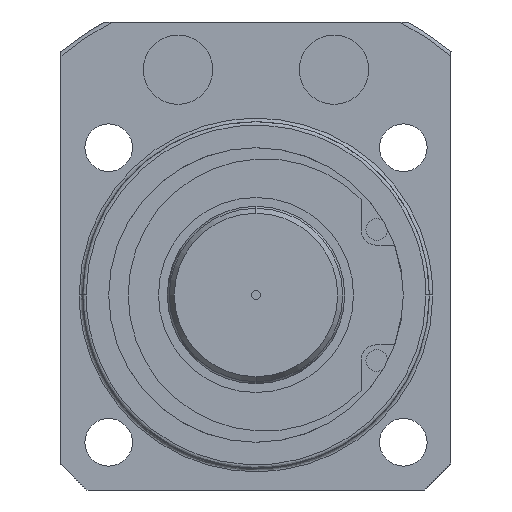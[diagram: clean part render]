
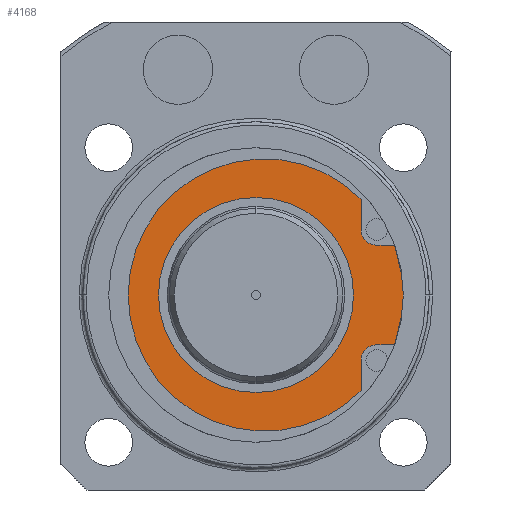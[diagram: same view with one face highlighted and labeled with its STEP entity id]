
A CAD part, front view. The second image highlights one B-rep face of the part: STEP entity #4168.
In plain terms, the highlighted planar face has unit normal (0, -1, 0).
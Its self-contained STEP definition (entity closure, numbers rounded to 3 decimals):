
#12 = EDGE_CURVE ( 'NONE', #10113, #10145, #549, .T. ) ;
#13 = EDGE_CURVE ( 'NONE', #10115, #10138, #552, .T. ) ;
#145 = FACE_BOUND ( 'NONE', #13580, .T. ) ;
#151 = FACE_OUTER_BOUND ( 'NONE', #13220, .T. ) ;
#549 = CIRCLE ( 'NONE', #12992, 11.25 ) ;
#552 = CIRCLE ( 'NONE', #12994, 15.713 ) ;
#860 = ORIENTED_EDGE ( 'NONE', *, *, #12632, .T. ) ;
#861 = ORIENTED_EDGE ( 'NONE', *, *, #12628, .T. ) ;
#862 = ORIENTED_EDGE ( 'NONE', *, *, #12647, .T. ) ;
#863 = ORIENTED_EDGE ( 'NONE', *, *, #12639, .T. ) ;
#865 = ORIENTED_EDGE ( 'NONE', *, *, #12649, .T. ) ;
#881 = ORIENTED_EDGE ( 'NONE', *, *, #12, .T. ) ;
#882 = ORIENTED_EDGE ( 'NONE', *, *, #12622, .T. ) ;
#883 = ORIENTED_EDGE ( 'NONE', *, *, #13, .T. ) ;
#885 = ORIENTED_EDGE ( 'NONE', *, *, #12618, .T. ) ;
#1124 = ORIENTED_EDGE ( 'NONE', *, *, #12815, .T. ) ;
#1129 = ORIENTED_EDGE ( 'NONE', *, *, #12595, .T. ) ;
#1180 = ORIENTED_EDGE ( 'NONE', *, *, #12611, .T. ) ;
#1920 = AXIS2_PLACEMENT_3D ( 'NONE', #9899, #9900, #9901 ) ;
#4134 = CARTESIAN_POINT ( 'NONE',  ( 0.962, -75.1, 0. ) ) ;
#4168 = ADVANCED_FACE ( 'NONE', ( #151, #145 ), #11957, .T. ) ;
#4361 = DIRECTION ( 'NONE',  ( -1., 0., 0. ) ) ;
#4362 = CARTESIAN_POINT ( 'NONE',  ( -17., -75.1, 5.75 ) ) ;
#4481 = DIRECTION ( 'NONE',  ( 1., 0., 0. ) ) ;
#4482 = DIRECTION ( 'NONE',  ( 0., -1., 0. ) ) ;
#4483 = CARTESIAN_POINT ( 'NONE',  ( 0., -75.1, 0. ) ) ;
#4664 = DIRECTION ( 'NONE',  ( -1., 0., 0. ) ) ;
#4665 = CARTESIAN_POINT ( 'NONE',  ( 13.941, -75.1, 7.57 ) ) ;
#4804 = DIRECTION ( 'NONE',  ( 0., 1., 0. ) ) ;
#4814 = CARTESIAN_POINT ( 'NONE',  ( 12.121, -75.1, 0. ) ) ;
#4826 = DIRECTION ( 'NONE',  ( 0., 0., 1. ) ) ;
#5790 = DIRECTION ( 'NONE',  ( -1., 0., 0. ) ) ;
#5791 = DIRECTION ( 'NONE',  ( 0., -1., 0. ) ) ;
#5792 = CARTESIAN_POINT ( 'NONE',  ( 0.962, -75.1, 0. ) ) ;
#5793 = DIRECTION ( 'NONE',  ( 1., 0., 0. ) ) ;
#5794 = DIRECTION ( 'NONE',  ( 0., 1., 0. ) ) ;
#5795 = CARTESIAN_POINT ( 'NONE',  ( 0., -75.1, 0. ) ) ;
#6500 = CARTESIAN_POINT ( 'NONE',  ( 15.998, -75.1, -5.75 ) ) ;
#6652 = CARTESIAN_POINT ( 'NONE',  ( 13.941, -75.1, -5.75 ) ) ;
#6659 = CARTESIAN_POINT ( 'NONE',  ( 12.121, -75.1, -7.57 ) ) ;
#6660 = CARTESIAN_POINT ( 'NONE',  ( 15.998, -75.1, 5.75 ) ) ;
#6662 = CARTESIAN_POINT ( 'NONE',  ( 13.941, -75.1, 5.75 ) ) ;
#6663 = CARTESIAN_POINT ( 'NONE',  ( 12.121, -75.1, 7.57 ) ) ;
#6668 = CARTESIAN_POINT ( 'NONE',  ( 12.121, -75.1, -11.063 ) ) ;
#6743 = CARTESIAN_POINT ( 'NONE',  ( 11.25, -75.1, 0. ) ) ;
#6751 = CARTESIAN_POINT ( 'NONE',  ( -14.75, -75.1, 0. ) ) ;
#6999 = DIRECTION ( 'NONE',  ( 0., -1., 0. ) ) ;
#7000 = DIRECTION ( 'NONE',  ( -1., 0., 0. ) ) ;
#7374 = LINE ( 'NONE', #4814, #7593 ) ;
#7387 = CIRCLE ( 'NONE', #11033, 1.82 ) ;
#7432 = LINE ( 'NONE', #4362, #7436 ) ;
#7436 = VECTOR ( 'NONE', #4361, 1000. ) ;
#7445 = CIRCLE ( 'NONE', #11021, 17. ) ;
#7593 = VECTOR ( 'NONE', #4826, 1000. ) ;
#7598 = CIRCLE ( 'NONE', #11039, 15.713 ) ;
#7670 = CIRCLE ( 'NONE', #11057, 11.25 ) ;
#7678 = LINE ( 'NONE', #8936, #7684 ) ;
#7684 = VECTOR ( 'NONE', #8937, 1000. ) ;
#7695 = CIRCLE ( 'NONE', #11049, 1.82 ) ;
#7700 = VECTOR ( 'NONE', #8894, 1000. ) ;
#7702 = LINE ( 'NONE', #8893, #7700 ) ;
#7981 = CIRCLE ( 'NONE', #1920, 17. ) ;
#8036 = CARTESIAN_POINT ( 'NONE',  ( 17., -75.1, 0. ) ) ;
#8169 = CARTESIAN_POINT ( 'NONE',  ( -11.25, -75.1, 0. ) ) ;
#8314 = CARTESIAN_POINT ( 'NONE',  ( 12.121, -75.1, 11.063 ) ) ;
#8893 = CARTESIAN_POINT ( 'NONE',  ( 12.121, -75.1, 0. ) ) ;
#8894 = DIRECTION ( 'NONE',  ( 0., 0., 1. ) ) ;
#8913 = CARTESIAN_POINT ( 'NONE',  ( 13.941, -75.1, -7.57 ) ) ;
#8914 = DIRECTION ( 'NONE',  ( 0., 1., 0. ) ) ;
#8915 = DIRECTION ( 'NONE',  ( -1., 0., 0. ) ) ;
#8936 = CARTESIAN_POINT ( 'NONE',  ( -17., -75.1, -5.75 ) ) ;
#8937 = DIRECTION ( 'NONE',  ( 1., 0., 0. ) ) ;
#8941 = CARTESIAN_POINT ( 'NONE',  ( 0., -75.1, 0. ) ) ;
#8942 = DIRECTION ( 'NONE',  ( 0., 1., 0. ) ) ;
#8943 = DIRECTION ( 'NONE',  ( 1., 0., 0. ) ) ;
#9899 = CARTESIAN_POINT ( 'NONE',  ( 0., -75.1, 0. ) ) ;
#9900 = DIRECTION ( 'NONE',  ( 0., -1., 0. ) ) ;
#9901 = DIRECTION ( 'NONE',  ( 1., 0., 0. ) ) ;
#10077 = VERTEX_POINT ( 'NONE', #8036 ) ;
#10113 = VERTEX_POINT ( 'NONE', #8169 ) ;
#10115 = VERTEX_POINT ( 'NONE', #8314 ) ;
#10138 = VERTEX_POINT ( 'NONE', #6751 ) ;
#10145 = VERTEX_POINT ( 'NONE', #6743 ) ;
#10507 = VERTEX_POINT ( 'NONE', #6668 ) ;
#10512 = VERTEX_POINT ( 'NONE', #6663 ) ;
#10513 = VERTEX_POINT ( 'NONE', #6662 ) ;
#10515 = VERTEX_POINT ( 'NONE', #6660 ) ;
#10516 = VERTEX_POINT ( 'NONE', #6659 ) ;
#10523 = VERTEX_POINT ( 'NONE', #6652 ) ;
#10686 = VERTEX_POINT ( 'NONE', #6500 ) ;
#10759 = AXIS2_PLACEMENT_3D ( 'NONE', #11964, #11953, #11952 ) ;
#11021 = AXIS2_PLACEMENT_3D ( 'NONE', #4483, #4482, #4481 ) ;
#11033 = AXIS2_PLACEMENT_3D ( 'NONE', #4665, #4804, #4664 ) ;
#11039 = AXIS2_PLACEMENT_3D ( 'NONE', #4134, #6999, #7000 ) ;
#11049 = AXIS2_PLACEMENT_3D ( 'NONE', #8913, #8914, #8915 ) ;
#11057 = AXIS2_PLACEMENT_3D ( 'NONE', #8941, #8942, #8943 ) ;
#11952 = DIRECTION ( 'NONE',  ( 1., 0., 0. ) ) ;
#11953 = DIRECTION ( 'NONE',  ( 0., -1., 0. ) ) ;
#11957 = PLANE ( 'NONE',  #10759 ) ;
#11964 = CARTESIAN_POINT ( 'NONE',  ( -17., -75.1, 0. ) ) ;
#12595 = EDGE_CURVE ( 'NONE', #10077, #10515, #7445, .T. ) ;
#12611 = EDGE_CURVE ( 'NONE', #10515, #10513, #7432, .T. ) ;
#12618 = EDGE_CURVE ( 'NONE', #10513, #10512, #7387, .T. ) ;
#12622 = EDGE_CURVE ( 'NONE', #10512, #10115, #7374, .T. ) ;
#12628 = EDGE_CURVE ( 'NONE', #10138, #10507, #7598, .T. ) ;
#12632 = EDGE_CURVE ( 'NONE', #10507, #10516, #7702, .T. ) ;
#12639 = EDGE_CURVE ( 'NONE', #10516, #10523, #7695, .T. ) ;
#12647 = EDGE_CURVE ( 'NONE', #10523, #10686, #7678, .T. ) ;
#12649 = EDGE_CURVE ( 'NONE', #10145, #10113, #7670, .T. ) ;
#12815 = EDGE_CURVE ( 'NONE', #10686, #10077, #7981, .T. ) ;
#12992 = AXIS2_PLACEMENT_3D ( 'NONE', #5795, #5794, #5793 ) ;
#12994 = AXIS2_PLACEMENT_3D ( 'NONE', #5792, #5791, #5790 ) ;
#13220 = EDGE_LOOP ( 'NONE', ( #1124, #1129, #1180, #885, #882, #883, #861, #860, #863, #862 ) ) ;
#13580 = EDGE_LOOP ( 'NONE', ( #865, #881 ) ) ;
